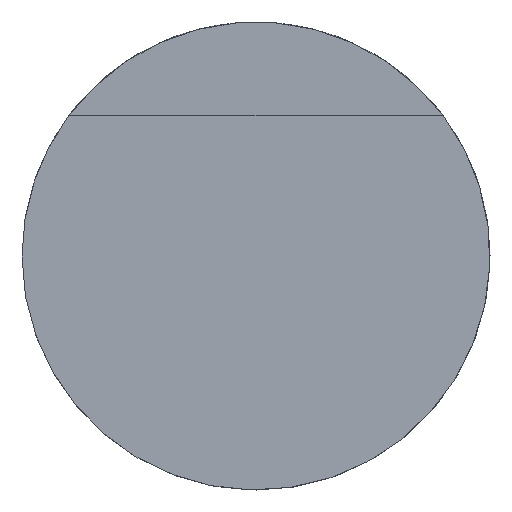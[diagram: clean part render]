
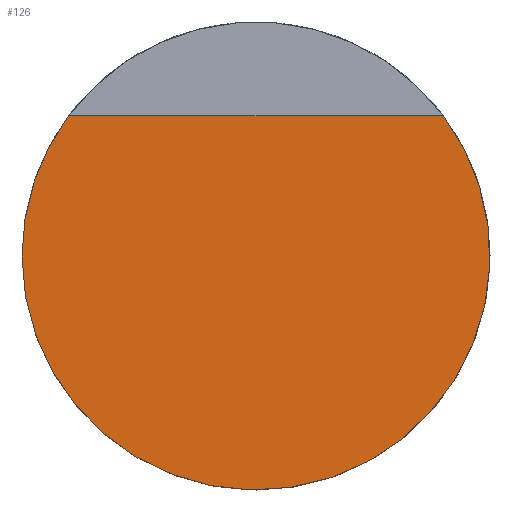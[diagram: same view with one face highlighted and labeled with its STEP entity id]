
A CAD part, front view. The second image highlights one B-rep face of the part: STEP entity #126.
In plain terms, the highlighted planar face has unit normal (0, -1, 0).
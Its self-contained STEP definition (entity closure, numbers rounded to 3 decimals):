
#20=PLANE('',#154);
#29=FACE_OUTER_BOUND('',#38,.T.);
#38=EDGE_LOOP('',(#115,#116,#117));
#47=LINE('',#224,#56);
#56=VECTOR('',#187,10.);
#59=CIRCLE('',#144,5.);
#61=CIRCLE('',#146,5.);
#65=VERTEX_POINT('',#199);
#66=VERTEX_POINT('',#201);
#69=VERTEX_POINT('',#207);
#76=EDGE_CURVE('',#65,#66,#59,.T.);
#80=EDGE_CURVE('',#69,#65,#61,.T.);
#87=EDGE_CURVE('',#69,#66,#47,.T.);
#115=ORIENTED_EDGE('',*,*,#87,.T.);
#116=ORIENTED_EDGE('',*,*,#76,.F.);
#117=ORIENTED_EDGE('',*,*,#80,.F.);
#126=ADVANCED_FACE('',(#29),#20,.F.);
#144=AXIS2_PLACEMENT_3D('',#202,#163,#164);
#146=AXIS2_PLACEMENT_3D('',#209,#169,#170);
#154=AXIS2_PLACEMENT_3D('',#227,#191,#192);
#163=DIRECTION('center_axis',(0.,1.,0.));
#164=DIRECTION('ref_axis',(1.,0.,0.));
#169=DIRECTION('center_axis',(0.,1.,0.));
#170=DIRECTION('ref_axis',(1.,0.,0.));
#187=DIRECTION('',(-1.,0.,0.));
#191=DIRECTION('center_axis',(0.,1.,0.));
#192=DIRECTION('ref_axis',(1.,0.,0.));
#199=CARTESIAN_POINT('',(-5.,0.,0.));
#201=CARTESIAN_POINT('',(-4.,0.,3.));
#202=CARTESIAN_POINT('Origin',(0.,0.,0.));
#207=CARTESIAN_POINT('',(4.,0.,3.));
#209=CARTESIAN_POINT('Origin',(0.,0.,0.));
#224=CARTESIAN_POINT('',(2.,0.,3.));
#227=CARTESIAN_POINT('Origin',(0.,0.,0.));
